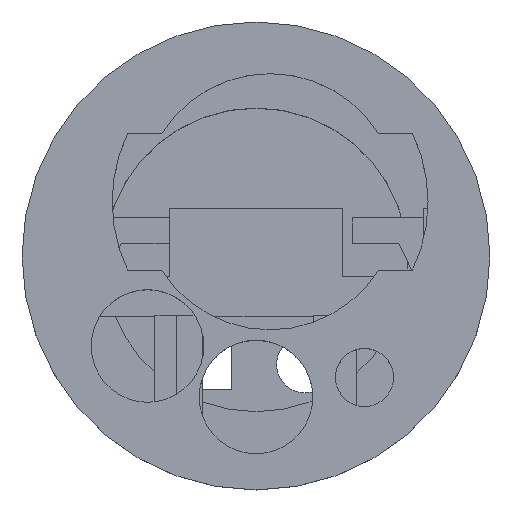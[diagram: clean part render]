
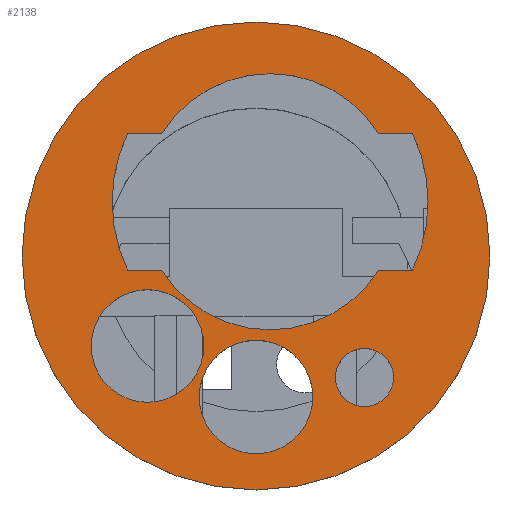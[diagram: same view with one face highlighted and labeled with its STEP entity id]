
A CAD part, top view. The second image highlights one B-rep face of the part: STEP entity #2138.
In plain terms, the highlighted planar face has unit normal (0, 0, 1).
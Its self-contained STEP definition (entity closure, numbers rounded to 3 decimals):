
#32=FACE_BOUND('',#336,.T.);
#33=FACE_BOUND('',#337,.T.);
#34=FACE_BOUND('',#338,.T.);
#35=FACE_BOUND('',#339,.T.);
#115=CIRCLE('',#2298,18.5);
#117=CIRCLE('',#2301,15.);
#120=CIRCLE('',#2308,6.6);
#122=CIRCLE('',#2311,3.4);
#124=CIRCLE('',#2314,6.65);
#126=CIRCLE('',#2317,18.5);
#129=CIRCLE('',#2323,27.4);
#130=CIRCLE('',#2324,15.);
#209=FACE_OUTER_BOUND('',#335,.T.);
#335=EDGE_LOOP('',(#1723));
#336=EDGE_LOOP('',(#1724));
#337=EDGE_LOOP('',(#1725,#1726,#1727,#1728,#1729,#1730,#1731,#1732));
#338=EDGE_LOOP('',(#1733));
#339=EDGE_LOOP('',(#1734));
#524=LINE('',#3347,#754);
#559=LINE('',#3440,#789);
#562=LINE('',#3454,#792);
#563=LINE('',#3455,#793);
#754=VECTOR('',#2707,10.);
#789=VECTOR('',#2788,10.);
#792=VECTOR('',#2803,10.);
#793=VECTOR('',#2804,10.);
#983=VERTEX_POINT('',#3344);
#984=VERTEX_POINT('',#3346);
#987=VERTEX_POINT('',#3354);
#991=VERTEX_POINT('',#3363);
#992=VERTEX_POINT('',#3365);
#1010=VERTEX_POINT('',#3413);
#1012=VERTEX_POINT('',#3419);
#1014=VERTEX_POINT('',#3425);
#1015=VERTEX_POINT('',#3429);
#1018=VERTEX_POINT('',#3434);
#1023=VERTEX_POINT('',#3450);
#1024=VERTEX_POINT('',#3452);
#1233=EDGE_CURVE('',#984,#983,#524,.T.);
#1239=EDGE_CURVE('',#987,#984,#115,.T.);
#1242=EDGE_CURVE('',#992,#991,#117,.T.);
#1269=EDGE_CURVE('',#1010,#1010,#120,.T.);
#1272=EDGE_CURVE('',#1012,#1012,#122,.T.);
#1275=EDGE_CURVE('',#1014,#1014,#124,.T.);
#1279=EDGE_CURVE('',#1015,#1018,#126,.T.);
#1281=EDGE_CURVE('',#1018,#992,#559,.T.);
#1286=EDGE_CURVE('',#1023,#1023,#129,.T.);
#1287=EDGE_CURVE('',#983,#1024,#130,.T.);
#1288=EDGE_CURVE('',#1024,#1015,#562,.T.);
#1289=EDGE_CURVE('',#991,#987,#563,.T.);
#1723=ORIENTED_EDGE('',*,*,#1286,.F.);
#1724=ORIENTED_EDGE('',*,*,#1269,.T.);
#1725=ORIENTED_EDGE('',*,*,#1233,.T.);
#1726=ORIENTED_EDGE('',*,*,#1287,.T.);
#1727=ORIENTED_EDGE('',*,*,#1288,.T.);
#1728=ORIENTED_EDGE('',*,*,#1279,.T.);
#1729=ORIENTED_EDGE('',*,*,#1281,.T.);
#1730=ORIENTED_EDGE('',*,*,#1242,.T.);
#1731=ORIENTED_EDGE('',*,*,#1289,.T.);
#1732=ORIENTED_EDGE('',*,*,#1239,.T.);
#1733=ORIENTED_EDGE('',*,*,#1275,.T.);
#1734=ORIENTED_EDGE('',*,*,#1272,.T.);
#2037=PLANE('',#2322);
#2138=ADVANCED_FACE('',(#209,#32,#33,#34,#35),#2037,.T.);
#2298=AXIS2_PLACEMENT_3D('',#3358,#2716,#2717);
#2301=AXIS2_PLACEMENT_3D('',#3366,#2723,#2724);
#2308=AXIS2_PLACEMENT_3D('',#3415,#2761,#2762);
#2311=AXIS2_PLACEMENT_3D('',#3421,#2768,#2769);
#2314=AXIS2_PLACEMENT_3D('',#3427,#2775,#2776);
#2317=AXIS2_PLACEMENT_3D('',#3436,#2783,#2784);
#2322=AXIS2_PLACEMENT_3D('',#3449,#2797,#2798);
#2323=AXIS2_PLACEMENT_3D('',#3451,#2799,#2800);
#2324=AXIS2_PLACEMENT_3D('',#3453,#2801,#2802);
#2707=DIRECTION('',(1.,0.,0.));
#2716=DIRECTION('center_axis',(0.,0.,-1.));
#2717=DIRECTION('ref_axis',(0.902,-0.432,0.));
#2723=DIRECTION('center_axis',(0.,0.,-1.));
#2724=DIRECTION('ref_axis',(0.846,0.533,0.));
#2761=DIRECTION('center_axis',(0.,0.,-1.));
#2762=DIRECTION('ref_axis',(-1.,0.,0.));
#2768=DIRECTION('center_axis',(0.,0.,-1.));
#2769=DIRECTION('ref_axis',(-1.,0.,0.));
#2775=DIRECTION('center_axis',(0.,0.,-1.));
#2776=DIRECTION('ref_axis',(-1.,0.,0.));
#2783=DIRECTION('center_axis',(0.,0.,-1.));
#2784=DIRECTION('ref_axis',(-0.902,0.432,0.));
#2788=DIRECTION('',(-1.,0.,0.));
#2797=DIRECTION('center_axis',(0.,0.,1.));
#2798=DIRECTION('ref_axis',(1.,0.,0.));
#2799=DIRECTION('center_axis',(0.,0.,-1.));
#2800=DIRECTION('ref_axis',(-1.,0.,0.));
#2801=DIRECTION('center_axis',(0.,0.,-1.));
#2802=DIRECTION('ref_axis',(-0.846,-0.533,0.));
#2803=DIRECTION('',(1.,0.,0.));
#2804=DIRECTION('',(-1.,0.,0.));
#3344=CARTESIAN_POINT('',(-11.038,14.35,0.));
#3346=CARTESIAN_POINT('',(-15.03,14.35,0.));
#3347=CARTESIAN_POINT('',(-15.03,14.35,0.));
#3354=CARTESIAN_POINT('',(-15.03,-1.65,0.));
#3358=CARTESIAN_POINT('Origin',(1.651,6.35,0.));
#3363=CARTESIAN_POINT('',(-11.038,-1.65,0.));
#3365=CARTESIAN_POINT('',(14.34,-1.65,0.));
#3366=CARTESIAN_POINT('Origin',(1.651,6.35,0.));
#3413=CARTESIAN_POINT('',(-6.1,-10.541,0.));
#3415=CARTESIAN_POINT('Origin',(-12.7,-10.541,0.));
#3419=CARTESIAN_POINT('',(16.1,-14.224,0.));
#3421=CARTESIAN_POINT('Origin',(12.7,-14.224,0.));
#3425=CARTESIAN_POINT('',(6.65,-16.51,0.));
#3427=CARTESIAN_POINT('Origin',(0.,-16.51,0.));
#3429=CARTESIAN_POINT('',(18.332,14.35,0.));
#3434=CARTESIAN_POINT('',(18.332,-1.65,0.));
#3436=CARTESIAN_POINT('Origin',(1.651,6.35,0.));
#3440=CARTESIAN_POINT('',(18.332,-1.65,0.));
#3449=CARTESIAN_POINT('Origin',(0.,0.,0.));
#3450=CARTESIAN_POINT('',(27.4,0.,0.));
#3451=CARTESIAN_POINT('Origin',(0.,0.,0.));
#3452=CARTESIAN_POINT('',(14.34,14.35,0.));
#3453=CARTESIAN_POINT('Origin',(1.651,6.35,0.));
#3454=CARTESIAN_POINT('',(14.34,14.35,0.));
#3455=CARTESIAN_POINT('',(-11.038,-1.65,0.));
